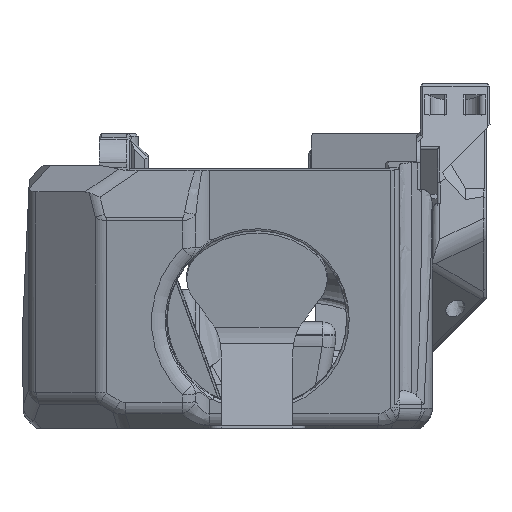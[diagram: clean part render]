
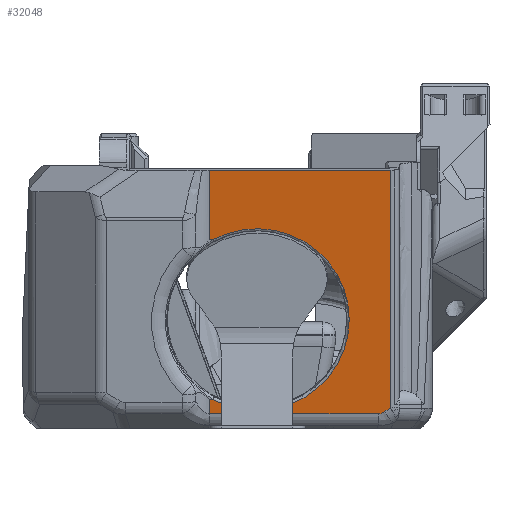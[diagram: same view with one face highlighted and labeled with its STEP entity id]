
A CAD part, left-side view. The second image highlights one B-rep face of the part: STEP entity #32048.
In plain terms, the highlighted planar face has unit normal (-0.985, 0, -0.174).
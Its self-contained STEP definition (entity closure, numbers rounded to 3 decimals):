
#1025=B_SPLINE_CURVE_WITH_KNOTS('',3,(#50337,#50338,#50339,#50340),
 .UNSPECIFIED.,.F.,.F.,(4,4),(0.,0.382),.UNSPECIFIED.);
#1038=B_SPLINE_CURVE_WITH_KNOTS('',3,(#50632,#50633,#50634,#50635),
 .UNSPECIFIED.,.F.,.F.,(4,4),(0.618,1.),.UNSPECIFIED.);
#1684=CIRCLE('',#33830,14.4);
#2650=ELLIPSE('',#34449,3.203,2.);
#5435=ORIENTED_EDGE('',*,*,#14186,.F.);
#5436=ORIENTED_EDGE('',*,*,#13175,.T.);
#5437=ORIENTED_EDGE('',*,*,#14315,.T.);
#5438=ORIENTED_EDGE('',*,*,#14316,.F.);
#5439=ORIENTED_EDGE('',*,*,#14317,.T.);
#5440=ORIENTED_EDGE('',*,*,#14318,.T.);
#5441=ORIENTED_EDGE('',*,*,#14319,.F.);
#5442=ORIENTED_EDGE('',*,*,#14320,.T.);
#5443=ORIENTED_EDGE('',*,*,#13771,.F.);
#5444=ORIENTED_EDGE('',*,*,#13796,.F.);
#13175=EDGE_CURVE('',#18009,#18008,#1684,.T.);
#13771=EDGE_CURVE('',#18410,#18411,#21325,.T.);
#13796=EDGE_CURVE('',#18428,#18410,#21344,.T.);
#14186=EDGE_CURVE('',#18009,#18428,#1025,.F.);
#14315=EDGE_CURVE('',#18008,#18793,#1038,.T.);
#14316=EDGE_CURVE('',#18794,#18793,#21680,.T.);
#14317=EDGE_CURVE('',#18794,#18795,#21681,.T.);
#14318=EDGE_CURVE('',#18795,#18796,#2650,.T.);
#14319=EDGE_CURVE('',#18797,#18796,#21682,.T.);
#14320=EDGE_CURVE('',#18797,#18411,#21683,.T.);
#18008=VERTEX_POINT('',#46112);
#18009=VERTEX_POINT('',#46114);
#18410=VERTEX_POINT('',#48627);
#18411=VERTEX_POINT('',#48629);
#18428=VERTEX_POINT('',#48688);
#18793=VERTEX_POINT('',#50636);
#18794=VERTEX_POINT('',#50638);
#18795=VERTEX_POINT('',#50640);
#18796=VERTEX_POINT('',#50642);
#18797=VERTEX_POINT('',#50644);
#21325=LINE('',#48628,#24217);
#21344=LINE('',#48689,#24236);
#21680=LINE('',#50637,#24572);
#21681=LINE('',#50639,#24573);
#21682=LINE('',#50643,#24574);
#21683=LINE('',#50645,#24575);
#24217=VECTOR('',#38090,1000.);
#24236=VECTOR('',#38127,1000.);
#24572=VECTOR('',#38953,1000.);
#24573=VECTOR('',#38954,1000.);
#24574=VECTOR('',#38957,1000.);
#24575=VECTOR('',#38958,1000.);
#27047=EDGE_LOOP('',(#5435,#5436,#5437,#5438,#5439,#5440,#5441,#5442,#5443,
#5444));
#29052=FACE_BOUND('',#27047,.T.);
#30787=PLANE('',#34448);
#32048=ADVANCED_FACE('',(#29052),#30787,.F.);
#33830=AXIS2_PLACEMENT_3D('',#46113,#37108,#37109);
#34448=AXIS2_PLACEMENT_3D('',#50631,#38951,#38952);
#34449=AXIS2_PLACEMENT_3D('',#50641,#38955,#38956);
#37108=DIRECTION('',(0.985,0.,0.174));
#37109=DIRECTION('',(0.174,0.,-0.985));
#38090=DIRECTION('',(0.,-1.,0.));
#38127=DIRECTION('',(-0.174,0.,0.985));
#38951=DIRECTION('',(0.985,0.,0.174));
#38952=DIRECTION('',(-0.174,0.,0.985));
#38953=DIRECTION('',(-0.174,0.,0.985));
#38954=DIRECTION('',(0.,-1.,0.));
#38955=DIRECTION('',(-0.985,0.,-0.174));
#38956=DIRECTION('',(-0.165,-0.304,0.938));
#38957=DIRECTION('',(0.097,0.829,-0.551));
#38958=DIRECTION('',(-0.174,0.,0.985));
#46112=CARTESIAN_POINT('',(-28.264,11.767,4.533));
#46113=CARTESIAN_POINT('',(-30.458,4.853,16.973));
#46114=CARTESIAN_POINT('',(-32.651,11.767,29.413));
#48627=CARTESIAN_POINT('',(-34.572,12.27,40.304));
#48628=CARTESIAN_POINT('',(-34.572,24.853,40.304));
#48629=CARTESIAN_POINT('',(-34.572,-16.002,40.304));
#48688=CARTESIAN_POINT('',(-32.66,12.27,29.463));
#48689=CARTESIAN_POINT('',(-31.185,12.27,21.099));
#50337=CARTESIAN_POINT('',(-32.66,12.27,29.463));
#50338=CARTESIAN_POINT('',(-32.657,12.102,29.442));
#50339=CARTESIAN_POINT('',(-32.654,11.935,29.425));
#50340=CARTESIAN_POINT('',(-32.651,11.767,29.413));
#50631=CARTESIAN_POINT('',(-31.185,24.853,21.099));
#50632=CARTESIAN_POINT('',(-28.264,11.767,4.533));
#50633=CARTESIAN_POINT('',(-28.262,11.935,4.52));
#50634=CARTESIAN_POINT('',(-28.259,12.102,4.503));
#50635=CARTESIAN_POINT('',(-28.255,12.27,4.482));
#50636=CARTESIAN_POINT('',(-28.255,12.27,4.482));
#50637=CARTESIAN_POINT('',(-31.185,12.27,21.099));
#50638=CARTESIAN_POINT('',(-27.864,12.27,2.262));
#50639=CARTESIAN_POINT('',(-27.864,-14.655,2.262));
#50640=CARTESIAN_POINT('',(-27.864,-14.07,2.262));
#50641=CARTESIAN_POINT('',(-28.404,-14.652,5.326));
#50642=CARTESIAN_POINT('',(-27.923,-15.07,2.597));
#50643=CARTESIAN_POINT('',(-27.821,-14.199,2.018));
#50644=CARTESIAN_POINT('',(-28.032,-16.002,3.216));
#50645=CARTESIAN_POINT('',(-7.663,-16.002,-112.301));
